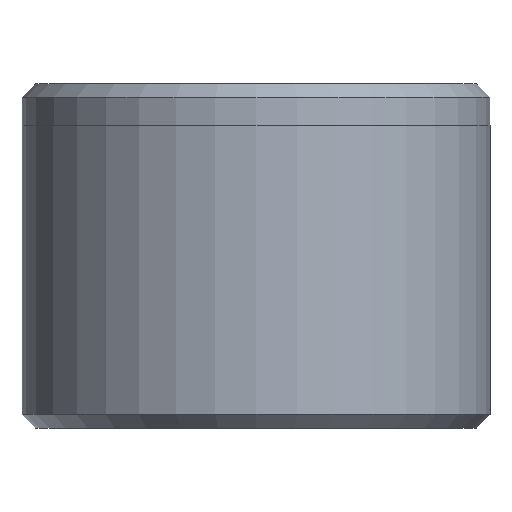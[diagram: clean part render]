
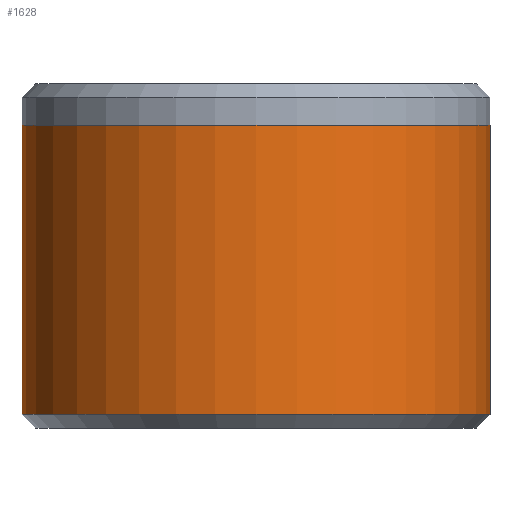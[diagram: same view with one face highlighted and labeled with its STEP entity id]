
A CAD part, front view. The second image highlights one B-rep face of the part: STEP entity #1628.
In plain terms, the highlighted cylindrical face has radius 17 mm (diameter 34 mm), a partial arc.
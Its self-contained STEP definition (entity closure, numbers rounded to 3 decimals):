
#61 = VERTEX_POINT ( 'NONE', #1710 ) ;
#78 = CARTESIAN_POINT ( 'NONE',  ( 17., 0., 1. ) ) ;
#115 = DIRECTION ( 'NONE',  ( 1., 0., 0. ) ) ;
#123 = DIRECTION ( 'NONE',  ( 0., 0., 1. ) ) ;
#148 = CARTESIAN_POINT ( 'NONE',  ( 0., 0., 22. ) ) ;
#227 = CYLINDRICAL_SURFACE ( 'NONE', #831, 17. ) ;
#243 = VECTOR ( 'NONE', #1994, 1000. ) ;
#262 = VECTOR ( 'NONE', #1405, 1000. ) ;
#282 = EDGE_CURVE ( 'NONE', #61, #1160, #1263, .T. ) ;
#355 = EDGE_CURVE ( 'NONE', #1160, #1072, #621, .T. ) ;
#371 = CARTESIAN_POINT ( 'NONE',  ( 0., 0., 25. ) ) ;
#388 = AXIS2_PLACEMENT_3D ( 'NONE', #519, #1635, #1426 ) ;
#519 = CARTESIAN_POINT ( 'NONE',  ( 0., 0., 1. ) ) ;
#598 = ORIENTED_EDGE ( 'NONE', *, *, #1324, .T. ) ;
#621 = LINE ( 'NONE', #1035, #243 ) ;
#721 = CARTESIAN_POINT ( 'NONE',  ( -17., 0., 25. ) ) ;
#740 = DIRECTION ( 'NONE',  ( 0., 0., -1. ) ) ;
#760 = LINE ( 'NONE', #721, #262 ) ;
#831 = AXIS2_PLACEMENT_3D ( 'NONE', #371, #740, #1090 ) ;
#927 = CARTESIAN_POINT ( 'NONE',  ( 17., 0., 22. ) ) ;
#995 = EDGE_LOOP ( 'NONE', ( #1488, #2128, #598, #2193 ) ) ;
#1035 = CARTESIAN_POINT ( 'NONE',  ( 17., 0., 25. ) ) ;
#1072 = VERTEX_POINT ( 'NONE', #78 ) ;
#1090 = DIRECTION ( 'NONE',  ( -1., 0., 0. ) ) ;
#1146 = VERTEX_POINT ( 'NONE', #1364 ) ;
#1160 = VERTEX_POINT ( 'NONE', #927 ) ;
#1228 = AXIS2_PLACEMENT_3D ( 'NONE', #148, #123, #115 ) ;
#1250 = FACE_OUTER_BOUND ( 'NONE', #995, .T. ) ;
#1259 = EDGE_CURVE ( 'NONE', #1146, #1072, #1334, .T. ) ;
#1263 = CIRCLE ( 'NONE', #1228, 17. ) ;
#1324 = EDGE_CURVE ( 'NONE', #61, #1146, #760, .T. ) ;
#1334 = CIRCLE ( 'NONE', #388, 17. ) ;
#1364 = CARTESIAN_POINT ( 'NONE',  ( -17., 0., 1. ) ) ;
#1405 = DIRECTION ( 'NONE',  ( 0., 0., -1. ) ) ;
#1426 = DIRECTION ( 'NONE',  ( 1., 0., 0. ) ) ;
#1488 = ORIENTED_EDGE ( 'NONE', *, *, #355, .F. ) ;
#1628 = ADVANCED_FACE ( 'NONE', ( #1250 ), #227, .T. ) ;
#1635 = DIRECTION ( 'NONE',  ( 0., 0., 1. ) ) ;
#1710 = CARTESIAN_POINT ( 'NONE',  ( -17., 0., 22. ) ) ;
#1994 = DIRECTION ( 'NONE',  ( 0., 0., -1. ) ) ;
#2128 = ORIENTED_EDGE ( 'NONE', *, *, #282, .F. ) ;
#2193 = ORIENTED_EDGE ( 'NONE', *, *, #1259, .T. ) ;
